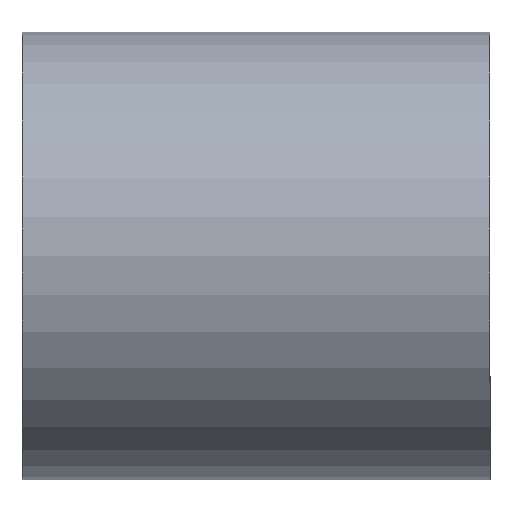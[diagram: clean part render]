
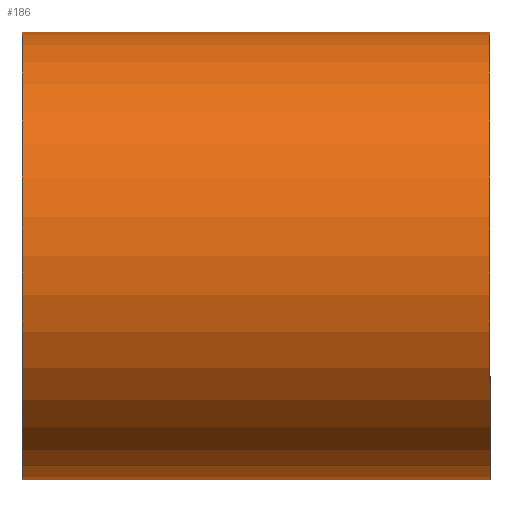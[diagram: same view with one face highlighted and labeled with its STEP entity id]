
A CAD part, top view. The second image highlights one B-rep face of the part: STEP entity #186.
In plain terms, the highlighted cylindrical face has radius 30.15 mm (diameter 60.3 mm), a partial arc.
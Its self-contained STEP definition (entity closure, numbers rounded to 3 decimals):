
#4 = CARTESIAN_POINT ( 'NONE',  ( -31.5, 0., 0. ) ) ;
#15 = EDGE_CURVE ( 'NONE', #57, #56, #175, .T. ) ;
#46 = DIRECTION ( 'NONE',  ( 0., -1., 0. ) ) ;
#54 = EDGE_CURVE ( 'NONE', #57, #71, #149, .T. ) ;
#56 = VERTEX_POINT ( 'NONE', #109 ) ;
#57 = VERTEX_POINT ( 'NONE', #181 ) ;
#59 = DIRECTION ( 'NONE',  ( -1., 0., 0. ) ) ;
#68 = ORIENTED_EDGE ( 'NONE', *, *, #54, .F. ) ;
#71 = VERTEX_POINT ( 'NONE', #85 ) ;
#75 = CARTESIAN_POINT ( 'NONE',  ( -31.5, -30.15, 0. ) ) ;
#85 = CARTESIAN_POINT ( 'NONE',  ( -31.5, 30.15, 0. ) ) ;
#91 = EDGE_LOOP ( 'NONE', ( #68, #238, #97, #188 ) ) ;
#97 = ORIENTED_EDGE ( 'NONE', *, *, #103, .T. ) ;
#102 = CARTESIAN_POINT ( 'NONE',  ( -31.5, 0., 0. ) ) ;
#103 = EDGE_CURVE ( 'NONE', #56, #239, #246, .T. ) ;
#109 = CARTESIAN_POINT ( 'NONE',  ( 31.5, -30.15, 0. ) ) ;
#125 = AXIS2_PLACEMENT_3D ( 'NONE', #102, #208, #46 ) ;
#127 = CARTESIAN_POINT ( 'NONE',  ( -31.5, 30.15, 0. ) ) ;
#130 = VECTOR ( 'NONE', #190, 1000. ) ;
#137 = AXIS2_PLACEMENT_3D ( 'NONE', #143, #59, #248 ) ;
#143 = CARTESIAN_POINT ( 'NONE',  ( 31.5, 0., 0. ) ) ;
#144 = EDGE_CURVE ( 'NONE', #71, #239, #195, .T. ) ;
#145 = AXIS2_PLACEMENT_3D ( 'NONE', #4, #215, #161 ) ;
#149 = CIRCLE ( 'NONE', #125, 30.15 ) ;
#161 = DIRECTION ( 'NONE',  ( 0., 1., 0. ) ) ;
#175 = LINE ( 'NONE', #75, #130 ) ;
#178 = FACE_OUTER_BOUND ( 'NONE', #91, .T. ) ;
#181 = CARTESIAN_POINT ( 'NONE',  ( -31.5, -30.15, 0. ) ) ;
#182 = CARTESIAN_POINT ( 'NONE',  ( 31.5, 30.15, 0. ) ) ;
#186 = ADVANCED_FACE ( 'NONE', ( #178 ), #202, .T. ) ;
#188 = ORIENTED_EDGE ( 'NONE', *, *, #144, .F. ) ;
#190 = DIRECTION ( 'NONE',  ( 1., 0., 0. ) ) ;
#195 = LINE ( 'NONE', #127, #240 ) ;
#202 = CYLINDRICAL_SURFACE ( 'NONE', #145, 30.15 ) ;
#208 = DIRECTION ( 'NONE',  ( -1., 0., 0. ) ) ;
#215 = DIRECTION ( 'NONE',  ( 1., 0., 0. ) ) ;
#232 = DIRECTION ( 'NONE',  ( 1., 0., 0. ) ) ;
#238 = ORIENTED_EDGE ( 'NONE', *, *, #15, .T. ) ;
#239 = VERTEX_POINT ( 'NONE', #182 ) ;
#240 = VECTOR ( 'NONE', #232, 1000. ) ;
#246 = CIRCLE ( 'NONE', #137, 30.15 ) ;
#248 = DIRECTION ( 'NONE',  ( 0., -1., 0. ) ) ;
